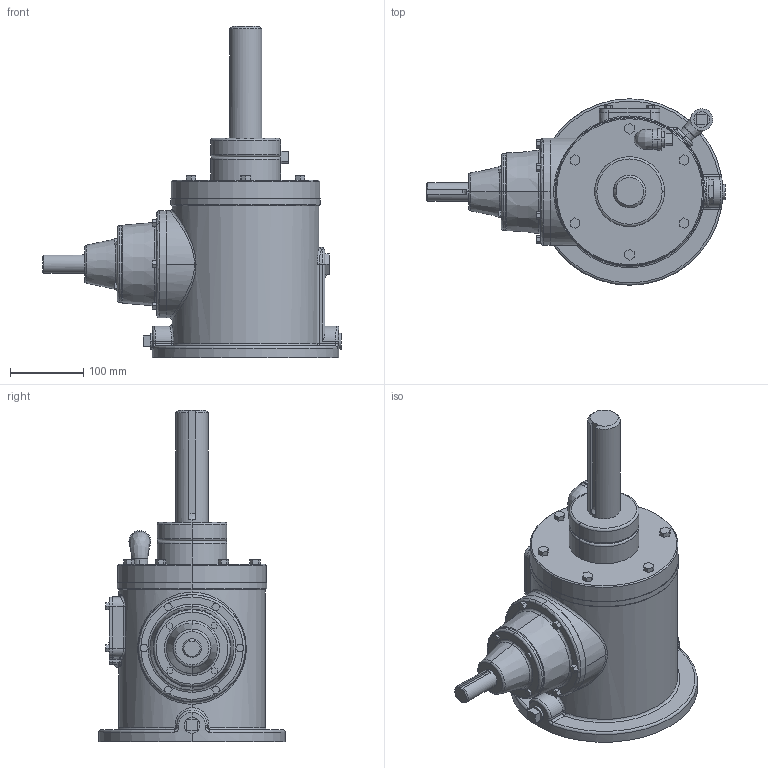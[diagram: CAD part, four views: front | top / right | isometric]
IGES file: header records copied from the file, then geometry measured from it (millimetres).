
Global section: file name: No Iges File Name specified; native system: Autodesk Inventor 2011; preprocessor: AutoDesk Inventor Iges Exporter R2011; author: johncampbell; date: 20111103.120313; units: inch
Bounding box: 406.63 x 254 x 450.85 mm (x, y, z)
Volume: 9959876.9 mm3; surface area: 363393.9 mm2
Topology: 1 solids, 5 shells, 403 faces, 989 edges, 612 vertices
Faces by surface type: plane 223, bspline 67, cylinder 56, cone 22, revolution 17, torus 16, sphere 2
